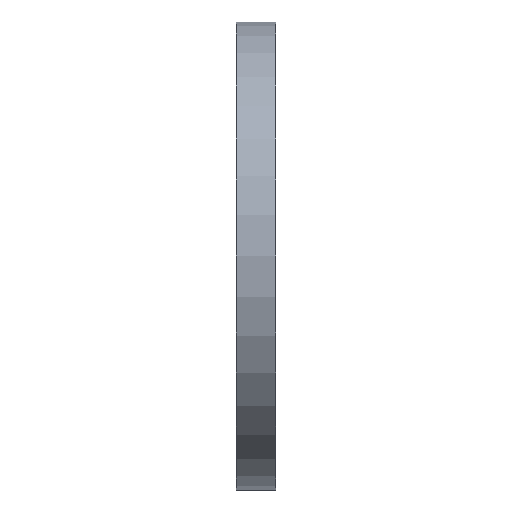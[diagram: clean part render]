
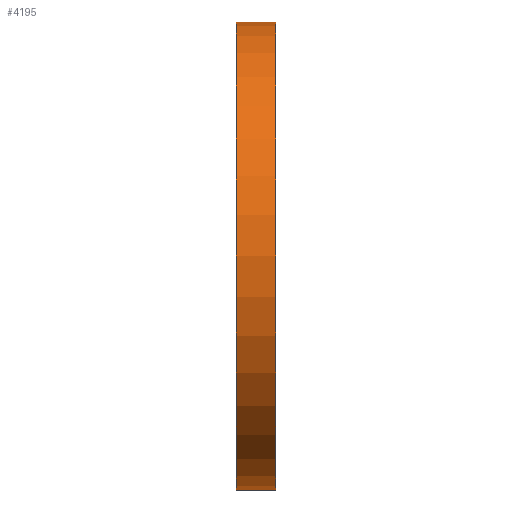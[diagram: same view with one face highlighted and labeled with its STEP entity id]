
A CAD part, left-side view. The second image highlights one B-rep face of the part: STEP entity #4195.
In plain terms, the highlighted cylindrical face has radius 37.846 mm (diameter 75.692 mm), a partial arc.
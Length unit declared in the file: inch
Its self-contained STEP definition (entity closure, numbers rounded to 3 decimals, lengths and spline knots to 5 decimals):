
#1 = EDGE_LOOP ( 'NONE', ( #3834, #3139, #1975, #4760 ) ) ;
#84 = CARTESIAN_POINT ( 'NONE',  ( 0., 0., 0. ) ) ;
#268 = AXIS2_PLACEMENT_3D ( 'NONE', #4809, #3989, #301 ) ;
#301 = DIRECTION ( 'NONE',  ( 0., 0., 1. ) ) ;
#444 = AXIS2_PLACEMENT_3D ( 'NONE', #84, #1723, #1751 ) ;
#495 = EDGE_CURVE ( 'NONE', #4044, #3936, #5307, .T. ) ;
#695 = DIRECTION ( 'NONE',  ( 0., -1., 0. ) ) ;
#727 = EDGE_CURVE ( 'NONE', #1778, #3936, #4147, .T. ) ;
#742 = DIRECTION ( 'NONE',  ( 0., -1., 0. ) ) ;
#933 = VERTEX_POINT ( 'NONE', #2484 ) ;
#1542 = CARTESIAN_POINT ( 'NONE',  ( 0., 0.25, 1.49 ) ) ;
#1723 = DIRECTION ( 'NONE',  ( 0., 1., 0. ) ) ;
#1751 = DIRECTION ( 'NONE',  ( 0., 0., 1. ) ) ;
#1778 = VERTEX_POINT ( 'NONE', #2098 ) ;
#1802 = CIRCLE ( 'NONE', #268, 1.49 ) ;
#1975 = ORIENTED_EDGE ( 'NONE', *, *, #3616, .T. ) ;
#2014 = CARTESIAN_POINT ( 'NONE',  ( 0., 0.25, -1.49 ) ) ;
#2098 = CARTESIAN_POINT ( 'NONE',  ( 0., 0., -1.49 ) ) ;
#2456 = FACE_OUTER_BOUND ( 'NONE', #1, .T. ) ;
#2480 = CARTESIAN_POINT ( 'NONE',  ( 0., 0.25, 0. ) ) ;
#2484 = CARTESIAN_POINT ( 'NONE',  ( 0., 0.25, -1.49 ) ) ;
#2845 = DIRECTION ( 'NONE',  ( 0., 0., -1. ) ) ;
#2894 = CYLINDRICAL_SURFACE ( 'NONE', #4079, 1.49 ) ;
#3103 = VECTOR ( 'NONE', #695, 39.37008 ) ;
#3113 = CARTESIAN_POINT ( 'NONE',  ( 0., 0.25, 1.49 ) ) ;
#3139 = ORIENTED_EDGE ( 'NONE', *, *, #3233, .F. ) ;
#3233 = EDGE_CURVE ( 'NONE', #933, #4044, #1802, .T. ) ;
#3513 = CARTESIAN_POINT ( 'NONE',  ( 0., 0., 1.49 ) ) ;
#3616 = EDGE_CURVE ( 'NONE', #933, #1778, #5211, .T. ) ;
#3834 = ORIENTED_EDGE ( 'NONE', *, *, #495, .F. ) ;
#3936 = VERTEX_POINT ( 'NONE', #3513 ) ;
#3989 = DIRECTION ( 'NONE',  ( 0., 1., 0. ) ) ;
#4044 = VERTEX_POINT ( 'NONE', #3113 ) ;
#4079 = AXIS2_PLACEMENT_3D ( 'NONE', #2480, #4137, #2845 ) ;
#4137 = DIRECTION ( 'NONE',  ( 0., -1., 0. ) ) ;
#4147 = CIRCLE ( 'NONE', #444, 1.49 ) ;
#4195 = ADVANCED_FACE ( 'NONE', ( #2456 ), #2894, .T. ) ;
#4760 = ORIENTED_EDGE ( 'NONE', *, *, #727, .T. ) ;
#4809 = CARTESIAN_POINT ( 'NONE',  ( 0., 0.25, 0. ) ) ;
#5162 = VECTOR ( 'NONE', #742, 39.37008 ) ;
#5211 = LINE ( 'NONE', #2014, #3103 ) ;
#5307 = LINE ( 'NONE', #1542, #5162 ) ;
